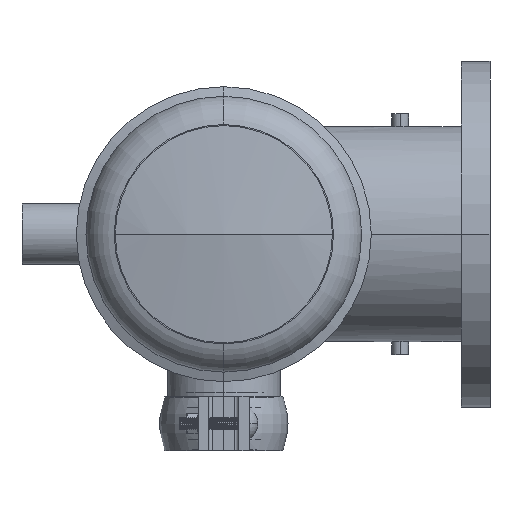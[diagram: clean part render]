
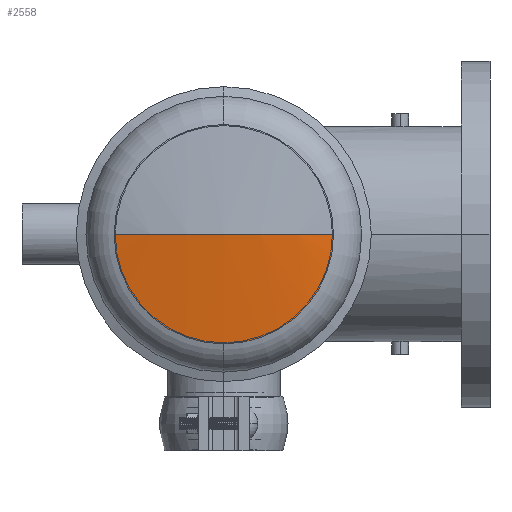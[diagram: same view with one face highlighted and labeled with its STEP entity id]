
A CAD part, left-side view. The second image highlights one B-rep face of the part: STEP entity #2558.
In plain terms, the highlighted spherical face has radius 507.99 mm.
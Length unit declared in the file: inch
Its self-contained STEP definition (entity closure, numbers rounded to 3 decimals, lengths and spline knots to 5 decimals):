
#76 = VERTEX_POINT ( 'NONE', #11225 ) ;
#443 = VERTEX_POINT ( 'NONE', #14352 ) ;
#885 = AXIS2_PLACEMENT_3D ( 'NONE', #4527, #13946, #9375 ) ;
#974 = SPHERICAL_SURFACE ( 'NONE', #12125, 19.99963 ) ;
#1670 = ORIENTED_EDGE ( 'NONE', *, *, #6037, .T. ) ;
#2558 = ADVANCED_FACE ( 'NONE', ( #6132 ), #974, .T. ) ;
#4527 = CARTESIAN_POINT ( 'NONE',  ( 0.46314, 0., 0. ) ) ;
#5299 = AXIS2_PLACEMENT_3D ( 'NONE', #8847, #27729, #25458 ) ;
#5344 = DIRECTION ( 'NONE',  ( 0., 1., 0. ) ) ;
#6037 = EDGE_CURVE ( 'NONE', #76, #24625, #30531, .T. ) ;
#6132 = FACE_OUTER_BOUND ( 'NONE', #24173, .T. ) ;
#6488 = ORIENTED_EDGE ( 'NONE', *, *, #30743, .F. ) ;
#6951 = CIRCLE ( 'NONE', #885, 4.27741 ) ;
#8847 = CARTESIAN_POINT ( 'NONE',  ( 0.46314, 0., 0. ) ) ;
#9375 = DIRECTION ( 'NONE',  ( 0., 0., 1. ) ) ;
#10188 = ORIENTED_EDGE ( 'NONE', *, *, #29928, .T. ) ;
#10289 = AXIS2_PLACEMENT_3D ( 'NONE', #17747, #18053, #22639 ) ;
#11225 = CARTESIAN_POINT ( 'NONE',  ( 0.46314, 0., -4.27741 ) ) ;
#12125 = AXIS2_PLACEMENT_3D ( 'NONE', #26781, #26893, #5344 ) ;
#13174 = CARTESIAN_POINT ( 'NONE',  ( 0.46314, 4.27741, 0. ) ) ;
#13946 = DIRECTION ( 'NONE',  ( -1., 0., 0. ) ) ;
#14352 = CARTESIAN_POINT ( 'NONE',  ( 0.00037, 0., 0. ) ) ;
#17747 = CARTESIAN_POINT ( 'NONE',  ( 20., 0., 0. ) ) ;
#18053 = DIRECTION ( 'NONE',  ( 0., 0., 1. ) ) ;
#18322 = CARTESIAN_POINT ( 'NONE',  ( 0.46314, -4.27741, 0. ) ) ;
#18609 = VERTEX_POINT ( 'NONE', #13174 ) ;
#20426 = AXIS2_PLACEMENT_3D ( 'NONE', #20682, #23059, #25045 ) ;
#20526 = CIRCLE ( 'NONE', #20426, 19.99963 ) ;
#20682 = CARTESIAN_POINT ( 'NONE',  ( 20., 0., 0. ) ) ;
#22639 = DIRECTION ( 'NONE',  ( 1., 0., 0. ) ) ;
#22662 = EDGE_CURVE ( 'NONE', #18609, #76, #6951, .T. ) ;
#23059 = DIRECTION ( 'NONE',  ( 0., 0., -1. ) ) ;
#24173 = EDGE_LOOP ( 'NONE', ( #1670, #10188, #6488, #27446 ) ) ;
#24625 = VERTEX_POINT ( 'NONE', #18322 ) ;
#25045 = DIRECTION ( 'NONE',  ( 0., 1., 0. ) ) ;
#25458 = DIRECTION ( 'NONE',  ( 0., 0., 1. ) ) ;
#26781 = CARTESIAN_POINT ( 'NONE',  ( 20., 0., 0. ) ) ;
#26791 = CIRCLE ( 'NONE', #10289, 19.99963 ) ;
#26893 = DIRECTION ( 'NONE',  ( 0., 0., -1. ) ) ;
#27446 = ORIENTED_EDGE ( 'NONE', *, *, #22662, .T. ) ;
#27729 = DIRECTION ( 'NONE',  ( -1., 0., 0. ) ) ;
#29928 = EDGE_CURVE ( 'NONE', #24625, #443, #20526, .T. ) ;
#30531 = CIRCLE ( 'NONE', #5299, 4.27741 ) ;
#30743 = EDGE_CURVE ( 'NONE', #18609, #443, #26791, .T. ) ;
